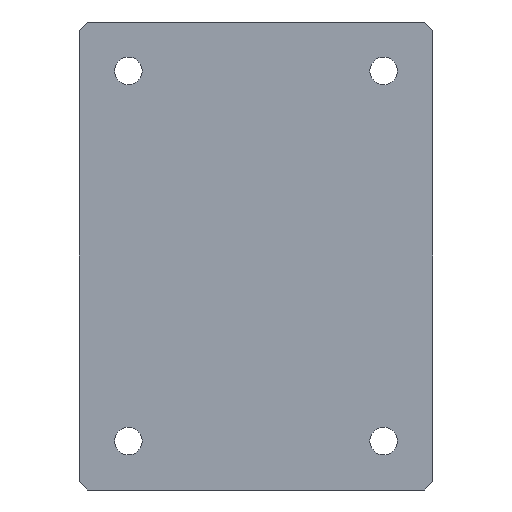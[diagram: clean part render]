
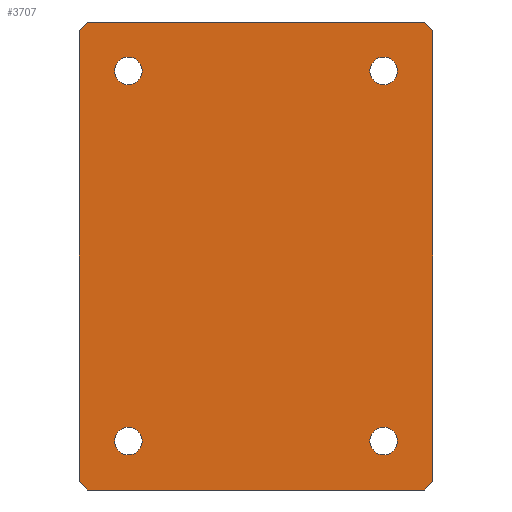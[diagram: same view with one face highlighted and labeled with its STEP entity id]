
A CAD part, left-side view. The second image highlights one B-rep face of the part: STEP entity #3707.
In plain terms, the highlighted planar face has unit normal (-1, 0, 0).
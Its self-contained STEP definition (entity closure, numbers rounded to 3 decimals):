
#1295=CARTESIAN_POINT('Vertex',(0.,26.75,43.5)) ;
#1298=CARTESIAN_POINT('Axis2P3D Location',(0.,30.,43.5)) ;
#1302=CARTESIAN_POINT('Vertex',(0.,33.25,43.5)) ;
#1322=CARTESIAN_POINT('Axis2P3D Location',(0.,30.,43.5)) ;
#1400=CARTESIAN_POINT('Vertex',(0.,26.75,-43.5)) ;
#1403=CARTESIAN_POINT('Axis2P3D Location',(0.,30.,-43.5)) ;
#1407=CARTESIAN_POINT('Vertex',(0.,33.25,-43.5)) ;
#1427=CARTESIAN_POINT('Axis2P3D Location',(0.,30.,-43.5)) ;
#1505=CARTESIAN_POINT('Vertex',(0.,-26.75,-43.5)) ;
#1508=CARTESIAN_POINT('Axis2P3D Location',(0.,-30.,-43.5)) ;
#1512=CARTESIAN_POINT('Vertex',(0.,-33.25,-43.5)) ;
#1532=CARTESIAN_POINT('Axis2P3D Location',(0.,-30.,-43.5)) ;
#1610=CARTESIAN_POINT('Vertex',(0.,-26.75,43.5)) ;
#1613=CARTESIAN_POINT('Axis2P3D Location',(0.,-30.,43.5)) ;
#1617=CARTESIAN_POINT('Vertex',(0.,-33.25,43.5)) ;
#1637=CARTESIAN_POINT('Axis2P3D Location',(0.,-30.,43.5)) ;
#3345=CARTESIAN_POINT('Vertex',(0.,41.5,53.)) ;
#3348=CARTESIAN_POINT('Line Origine',(0.,40.5,54.)) ;
#3352=CARTESIAN_POINT('Vertex',(0.,39.5,55.)) ;
#3408=CARTESIAN_POINT('Vertex',(0.,-39.5,55.)) ;
#3411=CARTESIAN_POINT('Line Origine',(0.,0.,55.)) ;
#3432=CARTESIAN_POINT('Line Origine',(0.,-40.5,54.)) ;
#3436=CARTESIAN_POINT('Vertex',(0.,-41.5,53.)) ;
#3501=CARTESIAN_POINT('Line Origine',(0.,-41.5,0.)) ;
#3505=CARTESIAN_POINT('Vertex',(0.,-41.5,-53.)) ;
#3543=CARTESIAN_POINT('Line Origine',(0.,-40.5,-54.)) ;
#3547=CARTESIAN_POINT('Vertex',(0.,-39.5,-55.)) ;
#3599=CARTESIAN_POINT('Line Origine',(0.,41.5,0.)) ;
#3603=CARTESIAN_POINT('Vertex',(0.,41.5,-53.)) ;
#3652=CARTESIAN_POINT('Vertex',(0.,39.5,-55.)) ;
#3655=CARTESIAN_POINT('Line Origine',(0.,0.,-55.)) ;
#3671=CARTESIAN_POINT('Axis2P3D Location',(0.,0.,0.)) ;
#3676=CARTESIAN_POINT('Line Origine',(0.,40.5,-54.)) ;
#1299=DIRECTION('Axis2P3D Direction',(1.,0.,0.)) ;
#1323=DIRECTION('Axis2P3D Direction',(1.,0.,0.)) ;
#1404=DIRECTION('Axis2P3D Direction',(1.,0.,0.)) ;
#1428=DIRECTION('Axis2P3D Direction',(1.,0.,0.)) ;
#1509=DIRECTION('Axis2P3D Direction',(1.,0.,0.)) ;
#1533=DIRECTION('Axis2P3D Direction',(1.,0.,0.)) ;
#1614=DIRECTION('Axis2P3D Direction',(1.,0.,0.)) ;
#1638=DIRECTION('Axis2P3D Direction',(1.,0.,0.)) ;
#3349=DIRECTION('Vector Direction',(0.,0.707,-0.707)) ;
#3412=DIRECTION('Vector Direction',(0.,1.,0.)) ;
#3433=DIRECTION('Vector Direction',(0.,-0.707,-0.707)) ;
#3502=DIRECTION('Vector Direction',(0.,0.,-1.)) ;
#3544=DIRECTION('Vector Direction',(0.,-0.707,0.707)) ;
#3600=DIRECTION('Vector Direction',(0.,0.,1.)) ;
#3656=DIRECTION('Vector Direction',(0.,-1.,0.)) ;
#3672=DIRECTION('Axis2P3D Direction',(1.,0.,0.)) ;
#3673=DIRECTION('Axis2P3D XDirection',(0.,1.,0.)) ;
#3677=DIRECTION('Vector Direction',(0.,-0.707,-0.707)) ;
#1300=AXIS2_PLACEMENT_3D('Circle Axis2P3D',#1298,#1299,$) ;
#1324=AXIS2_PLACEMENT_3D('Circle Axis2P3D',#1322,#1323,$) ;
#1405=AXIS2_PLACEMENT_3D('Circle Axis2P3D',#1403,#1404,$) ;
#1429=AXIS2_PLACEMENT_3D('Circle Axis2P3D',#1427,#1428,$) ;
#1510=AXIS2_PLACEMENT_3D('Circle Axis2P3D',#1508,#1509,$) ;
#1534=AXIS2_PLACEMENT_3D('Circle Axis2P3D',#1532,#1533,$) ;
#1615=AXIS2_PLACEMENT_3D('Circle Axis2P3D',#1613,#1614,$) ;
#1639=AXIS2_PLACEMENT_3D('Circle Axis2P3D',#1637,#1638,$) ;
#3674=AXIS2_PLACEMENT_3D('Plane Axis2P3D',#3671,#3672,#3673) ;
#3682=ORIENTED_EDGE('',*,*,#3680,.F.) ;
#3683=ORIENTED_EDGE('',*,*,#3659,.F.) ;
#3684=ORIENTED_EDGE('',*,*,#3549,.F.) ;
#3685=ORIENTED_EDGE('',*,*,#3507,.F.) ;
#3686=ORIENTED_EDGE('',*,*,#3438,.F.) ;
#3687=ORIENTED_EDGE('',*,*,#3415,.F.) ;
#3688=ORIENTED_EDGE('',*,*,#3354,.F.) ;
#3689=ORIENTED_EDGE('',*,*,#3605,.F.) ;
#3692=ORIENTED_EDGE('',*,*,#1641,.T.) ;
#3693=ORIENTED_EDGE('',*,*,#1619,.T.) ;
#3696=ORIENTED_EDGE('',*,*,#1536,.T.) ;
#3697=ORIENTED_EDGE('',*,*,#1514,.T.) ;
#3700=ORIENTED_EDGE('',*,*,#1326,.T.) ;
#3701=ORIENTED_EDGE('',*,*,#1304,.T.) ;
#3704=ORIENTED_EDGE('',*,*,#1431,.T.) ;
#3705=ORIENTED_EDGE('',*,*,#1409,.T.) ;
#3694=FACE_BOUND('',#3691,.T.) ;
#3698=FACE_BOUND('',#3695,.T.) ;
#3702=FACE_BOUND('',#3699,.T.) ;
#3706=FACE_BOUND('',#3703,.T.) ;
#3350=VECTOR('Line Direction',#3349,1.) ;
#3413=VECTOR('Line Direction',#3412,1.) ;
#3434=VECTOR('Line Direction',#3433,1.) ;
#3503=VECTOR('Line Direction',#3502,1.) ;
#3545=VECTOR('Line Direction',#3544,1.) ;
#3601=VECTOR('Line Direction',#3600,1.) ;
#3657=VECTOR('Line Direction',#3656,1.) ;
#3678=VECTOR('Line Direction',#3677,1.) ;
#3707=ADVANCED_FACE('PartBody',(#3690,#3694,#3698,#3702,#3706),#3675,.F.) ;
#1301=CIRCLE('generated circle',#1300,3.25) ;
#1325=CIRCLE('generated circle',#1324,3.25) ;
#1406=CIRCLE('generated circle',#1405,3.25) ;
#1430=CIRCLE('generated circle',#1429,3.25) ;
#1511=CIRCLE('generated circle',#1510,3.25) ;
#1535=CIRCLE('generated circle',#1534,3.25) ;
#1616=CIRCLE('generated circle',#1615,3.25) ;
#1640=CIRCLE('generated circle',#1639,3.25) ;
#1304=EDGE_CURVE('',#1303,#1296,#1301,.T.) ;
#1326=EDGE_CURVE('',#1296,#1303,#1325,.T.) ;
#1409=EDGE_CURVE('',#1408,#1401,#1406,.T.) ;
#1431=EDGE_CURVE('',#1401,#1408,#1430,.T.) ;
#1514=EDGE_CURVE('',#1513,#1506,#1511,.T.) ;
#1536=EDGE_CURVE('',#1506,#1513,#1535,.T.) ;
#1619=EDGE_CURVE('',#1618,#1611,#1616,.T.) ;
#1641=EDGE_CURVE('',#1611,#1618,#1640,.T.) ;
#3354=EDGE_CURVE('',#3346,#3353,#3351,.F.) ;
#3415=EDGE_CURVE('',#3353,#3409,#3414,.F.) ;
#3438=EDGE_CURVE('',#3409,#3437,#3435,.T.) ;
#3507=EDGE_CURVE('',#3437,#3506,#3504,.T.) ;
#3549=EDGE_CURVE('',#3506,#3548,#3546,.F.) ;
#3605=EDGE_CURVE('',#3604,#3346,#3602,.T.) ;
#3659=EDGE_CURVE('',#3548,#3653,#3658,.F.) ;
#3680=EDGE_CURVE('',#3653,#3604,#3679,.F.) ;
#3681=EDGE_LOOP('',(#3682,#3683,#3684,#3685,#3686,#3687,#3688,#3689)) ;
#3691=EDGE_LOOP('',(#3692,#3693)) ;
#3695=EDGE_LOOP('',(#3696,#3697)) ;
#3699=EDGE_LOOP('',(#3700,#3701)) ;
#3703=EDGE_LOOP('',(#3704,#3705)) ;
#3690=FACE_OUTER_BOUND('',#3681,.T.) ;
#3351=LINE('Line',#3348,#3350) ;
#3414=LINE('Line',#3411,#3413) ;
#3435=LINE('Line',#3432,#3434) ;
#3504=LINE('Line',#3501,#3503) ;
#3546=LINE('Line',#3543,#3545) ;
#3602=LINE('Line',#3599,#3601) ;
#3658=LINE('Line',#3655,#3657) ;
#3679=LINE('Line',#3676,#3678) ;
#3675=PLANE('',#3674) ;
#1296=VERTEX_POINT('',#1295) ;
#1303=VERTEX_POINT('',#1302) ;
#1401=VERTEX_POINT('',#1400) ;
#1408=VERTEX_POINT('',#1407) ;
#1506=VERTEX_POINT('',#1505) ;
#1513=VERTEX_POINT('',#1512) ;
#1611=VERTEX_POINT('',#1610) ;
#1618=VERTEX_POINT('',#1617) ;
#3346=VERTEX_POINT('',#3345) ;
#3353=VERTEX_POINT('',#3352) ;
#3409=VERTEX_POINT('',#3408) ;
#3437=VERTEX_POINT('',#3436) ;
#3506=VERTEX_POINT('',#3505) ;
#3548=VERTEX_POINT('',#3547) ;
#3604=VERTEX_POINT('',#3603) ;
#3653=VERTEX_POINT('',#3652) ;
